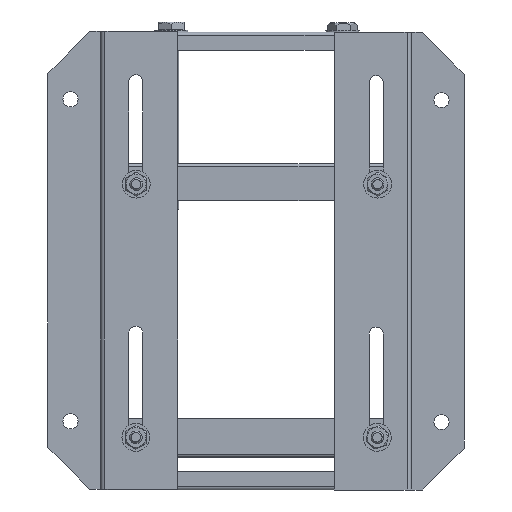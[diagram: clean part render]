
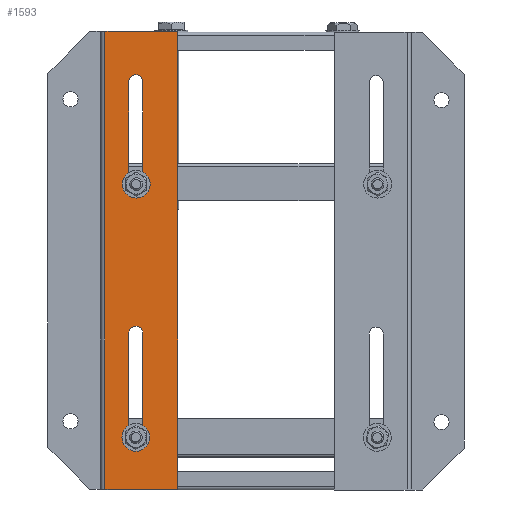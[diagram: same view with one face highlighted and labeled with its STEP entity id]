
A CAD part, front view. The second image highlights one B-rep face of the part: STEP entity #1593.
In plain terms, the highlighted planar face has unit normal (0, -1, 0).
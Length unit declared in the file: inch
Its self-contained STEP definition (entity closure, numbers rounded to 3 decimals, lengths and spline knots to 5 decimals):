
#123 = EDGE_CURVE ( 'NONE', #19696, #442, #10347, .T. ) ;
#233 = ORIENTED_EDGE ( 'NONE', *, *, #2293, .F. ) ;
#383 = CARTESIAN_POINT ( 'NONE',  ( 1.25687, -1.06735, 20.24705 ) ) ;
#403 = CARTESIAN_POINT ( 'NONE',  ( 1.25687, -1.06735, 7.74705 ) ) ;
#432 = CARTESIAN_POINT ( 'NONE',  ( 2.97537, -1.06735, 22.75 ) ) ;
#442 = VERTEX_POINT ( 'NONE', #383 ) ;
#481 = VERTEX_POINT ( 'NONE', #16552 ) ;
#494 = ORIENTED_EDGE ( 'NONE', *, *, #14302, .F. ) ;
#706 = LINE ( 'NONE', #5661, #14352 ) ;
#722 = DIRECTION ( 'NONE',  ( 0., -1., 0. ) ) ;
#894 = DIRECTION ( 'NONE',  ( 1., 0., 0. ) ) ;
#907 = CARTESIAN_POINT ( 'NONE',  ( -0.62949, -1.06735, 22.75 ) ) ;
#949 = DIRECTION ( 'NONE',  ( 0., -1., 0. ) ) ;
#978 = VERTEX_POINT ( 'NONE', #18586 ) ;
#1058 = CARTESIAN_POINT ( 'NONE',  ( -0.84353, -1.06735, 22.75 ) ) ;
#1405 = ORIENTED_EDGE ( 'NONE', *, *, #4516, .F. ) ;
#1530 = FACE_BOUND ( 'NONE', #15650, .T. ) ;
#1593 = ADVANCED_FACE ( 'NONE', ( #1530, #6561, #10092 ), #15685, .F. ) ;
#1642 = ORIENTED_EDGE ( 'NONE', *, *, #2297, .F. ) ;
#2138 = CARTESIAN_POINT ( 'NONE',  ( 0.90647, -1.06735, 15.00295 ) ) ;
#2146 = EDGE_CURVE ( 'NONE', #18967, #4419, #13061, .T. ) ;
#2161 = CIRCLE ( 'NONE', #8202, 0.35039 ) ;
#2293 = EDGE_CURVE ( 'NONE', #481, #18967, #2476, .T. ) ;
#2295 = CARTESIAN_POINT ( 'NONE',  ( 1.25687, -1.06735, 15.00295 ) ) ;
#2297 = EDGE_CURVE ( 'NONE', #16384, #5762, #8750, .T. ) ;
#2426 = AXIS2_PLACEMENT_3D ( 'NONE', #8371, #3600, #6967 ) ;
#2476 = CIRCLE ( 'NONE', #15423, 0.35039 ) ;
#2573 = DIRECTION ( 'NONE',  ( 0., 0., 1. ) ) ;
#2869 = CARTESIAN_POINT ( 'NONE',  ( 0.55608, -1.06735, 20.24705 ) ) ;
#3000 = LINE ( 'NONE', #17614, #15134 ) ;
#3100 = CARTESIAN_POINT ( 'NONE',  ( 0.55608, -1.06735, 15.00295 ) ) ;
#3455 = AXIS2_PLACEMENT_3D ( 'NONE', #5955, #949, #2573 ) ;
#3600 = DIRECTION ( 'NONE',  ( 0., -1., 0. ) ) ;
#3807 = DIRECTION ( 'NONE',  ( 0., 0., 1. ) ) ;
#4333 = VECTOR ( 'NONE', #14898, 39.37008 ) ;
#4419 = VERTEX_POINT ( 'NONE', #20138 ) ;
#4516 = EDGE_CURVE ( 'NONE', #16078, #481, #20565, .T. ) ;
#4762 = VECTOR ( 'NONE', #11354, 39.37008 ) ;
#4814 = CARTESIAN_POINT ( 'NONE',  ( 0.55608, -1.06735, 22.75 ) ) ;
#5107 = VERTEX_POINT ( 'NONE', #907 ) ;
#5222 = LINE ( 'NONE', #20065, #17615 ) ;
#5304 = ORIENTED_EDGE ( 'NONE', *, *, #18722, .F. ) ;
#5367 = CARTESIAN_POINT ( 'NONE',  ( 0.90647, -1.06735, 7.74705 ) ) ;
#5400 = AXIS2_PLACEMENT_3D ( 'NONE', #1058, #17166, #12272 ) ;
#5661 = CARTESIAN_POINT ( 'NONE',  ( 0.55608, -1.06735, 22.75 ) ) ;
#5762 = VERTEX_POINT ( 'NONE', #2869 ) ;
#5955 = CARTESIAN_POINT ( 'NONE',  ( 0.90647, -1.06735, 7.74705 ) ) ;
#6246 = EDGE_CURVE ( 'NONE', #8429, #19696, #2161, .T. ) ;
#6561 = FACE_OUTER_BOUND ( 'NONE', #13611, .T. ) ;
#6700 = DIRECTION ( 'NONE',  ( 0., -1., 0. ) ) ;
#6820 = CARTESIAN_POINT ( 'NONE',  ( 1.25687, -1.06735, 2.50295 ) ) ;
#6967 = DIRECTION ( 'NONE',  ( 0., 0., 1. ) ) ;
#7071 = EDGE_CURVE ( 'NONE', #4419, #16889, #7569, .T. ) ;
#7225 = ORIENTED_EDGE ( 'NONE', *, *, #19108, .F. ) ;
#7391 = DIRECTION ( 'NONE',  ( 0., 0., 1. ) ) ;
#7562 = ORIENTED_EDGE ( 'NONE', *, *, #7071, .F. ) ;
#7569 = CIRCLE ( 'NONE', #7684, 0.35039 ) ;
#7684 = AXIS2_PLACEMENT_3D ( 'NONE', #15661, #18626, #7391 ) ;
#8101 = CARTESIAN_POINT ( 'NONE',  ( -0.84353, -1.06735, 0. ) ) ;
#8139 = LINE ( 'NONE', #18655, #16256 ) ;
#8202 = AXIS2_PLACEMENT_3D ( 'NONE', #2138, #722, #8664 ) ;
#8371 = CARTESIAN_POINT ( 'NONE',  ( 0.90647, -1.06735, 20.24705 ) ) ;
#8429 = VERTEX_POINT ( 'NONE', #3100 ) ;
#8466 = CIRCLE ( 'NONE', #19145, 0.35039 ) ;
#8664 = DIRECTION ( 'NONE',  ( 0., 0., 1. ) ) ;
#8750 = CIRCLE ( 'NONE', #2426, 0.35039 ) ;
#8838 = VERTEX_POINT ( 'NONE', #20679 ) ;
#9009 = DIRECTION ( 'NONE',  ( 0., 0., 1. ) ) ;
#9066 = VERTEX_POINT ( 'NONE', #432 ) ;
#9193 = ORIENTED_EDGE ( 'NONE', *, *, #2146, .F. ) ;
#10092 = FACE_BOUND ( 'NONE', #10816, .T. ) ;
#10267 = CARTESIAN_POINT ( 'NONE',  ( 1.25687, -1.06735, 22.75 ) ) ;
#10347 = LINE ( 'NONE', #14678, #12381 ) ;
#10783 = EDGE_CURVE ( 'NONE', #5762, #8429, #706, .T. ) ;
#10816 = EDGE_LOOP ( 'NONE', ( #9193, #233, #1405, #12385, #7562 ) ) ;
#10995 = LINE ( 'NONE', #8101, #13022 ) ;
#11032 = ORIENTED_EDGE ( 'NONE', *, *, #123, .F. ) ;
#11354 = DIRECTION ( 'NONE',  ( 0., 0., -1. ) ) ;
#11820 = CARTESIAN_POINT ( 'NONE',  ( 0.90647, -1.06735, 20.24705 ) ) ;
#11843 = CARTESIAN_POINT ( 'NONE',  ( 0.90647, -1.06735, 20.59744 ) ) ;
#12272 = DIRECTION ( 'NONE',  ( 0., 0., 1. ) ) ;
#12381 = VECTOR ( 'NONE', #14894, 39.37008 ) ;
#12385 = ORIENTED_EDGE ( 'NONE', *, *, #13070, .F. ) ;
#12655 = EDGE_CURVE ( 'NONE', #8838, #5107, #8139, .T. ) ;
#12805 = CARTESIAN_POINT ( 'NONE',  ( 0.55608, -1.06735, 7.74705 ) ) ;
#13022 = VECTOR ( 'NONE', #20998, 39.37008 ) ;
#13061 = LINE ( 'NONE', #4814, #4762 ) ;
#13070 = EDGE_CURVE ( 'NONE', #16889, #16078, #15953, .T. ) ;
#13460 = DIRECTION ( 'NONE',  ( 0., -1., 0. ) ) ;
#13611 = EDGE_LOOP ( 'NONE', ( #5304, #18560, #14070, #494 ) ) ;
#14070 = ORIENTED_EDGE ( 'NONE', *, *, #12655, .F. ) ;
#14302 = EDGE_CURVE ( 'NONE', #978, #8838, #10995, .T. ) ;
#14352 = VECTOR ( 'NONE', #18517, 39.37008 ) ;
#14678 = CARTESIAN_POINT ( 'NONE',  ( 1.25687, -1.06735, 22.75 ) ) ;
#14894 = DIRECTION ( 'NONE',  ( 0., 0., 1. ) ) ;
#14898 = DIRECTION ( 'NONE',  ( 0., 0., 1. ) ) ;
#15134 = VECTOR ( 'NONE', #16268, 39.37008 ) ;
#15423 = AXIS2_PLACEMENT_3D ( 'NONE', #5367, #6700, #18011 ) ;
#15650 = EDGE_LOOP ( 'NONE', ( #19235, #17404, #1642, #7225, #11032 ) ) ;
#15661 = CARTESIAN_POINT ( 'NONE',  ( 0.90647, -1.06735, 2.50295 ) ) ;
#15685 = PLANE ( 'NONE',  #5400 ) ;
#15953 = LINE ( 'NONE', #10267, #4333 ) ;
#16078 = VERTEX_POINT ( 'NONE', #403 ) ;
#16256 = VECTOR ( 'NONE', #9009, 39.37008 ) ;
#16268 = DIRECTION ( 'NONE',  ( 0., 0., -1. ) ) ;
#16384 = VERTEX_POINT ( 'NONE', #11843 ) ;
#16552 = CARTESIAN_POINT ( 'NONE',  ( 0.90647, -1.06735, 8.09744 ) ) ;
#16889 = VERTEX_POINT ( 'NONE', #6820 ) ;
#17166 = DIRECTION ( 'NONE',  ( 0., 1., 0. ) ) ;
#17404 = ORIENTED_EDGE ( 'NONE', *, *, #10783, .F. ) ;
#17614 = CARTESIAN_POINT ( 'NONE',  ( 2.97537, -1.06735, 22.75 ) ) ;
#17615 = VECTOR ( 'NONE', #894, 39.37008 ) ;
#18011 = DIRECTION ( 'NONE',  ( 0., 0., 1. ) ) ;
#18517 = DIRECTION ( 'NONE',  ( 0., 0., -1. ) ) ;
#18560 = ORIENTED_EDGE ( 'NONE', *, *, #19214, .F. ) ;
#18586 = CARTESIAN_POINT ( 'NONE',  ( 2.97537, -1.06735, 0. ) ) ;
#18626 = DIRECTION ( 'NONE',  ( 0., -1., 0. ) ) ;
#18655 = CARTESIAN_POINT ( 'NONE',  ( -0.62949, -1.06735, 22.75 ) ) ;
#18722 = EDGE_CURVE ( 'NONE', #9066, #978, #3000, .T. ) ;
#18967 = VERTEX_POINT ( 'NONE', #12805 ) ;
#19108 = EDGE_CURVE ( 'NONE', #442, #16384, #8466, .T. ) ;
#19145 = AXIS2_PLACEMENT_3D ( 'NONE', #11820, #13460, #3807 ) ;
#19214 = EDGE_CURVE ( 'NONE', #5107, #9066, #5222, .T. ) ;
#19235 = ORIENTED_EDGE ( 'NONE', *, *, #6246, .F. ) ;
#19696 = VERTEX_POINT ( 'NONE', #2295 ) ;
#20065 = CARTESIAN_POINT ( 'NONE',  ( -0.84353, -1.06735, 22.75 ) ) ;
#20138 = CARTESIAN_POINT ( 'NONE',  ( 0.55608, -1.06735, 2.50295 ) ) ;
#20565 = CIRCLE ( 'NONE', #3455, 0.35039 ) ;
#20679 = CARTESIAN_POINT ( 'NONE',  ( -0.62949, -1.06735, 0. ) ) ;
#20998 = DIRECTION ( 'NONE',  ( -1., 0., 0. ) ) ;
